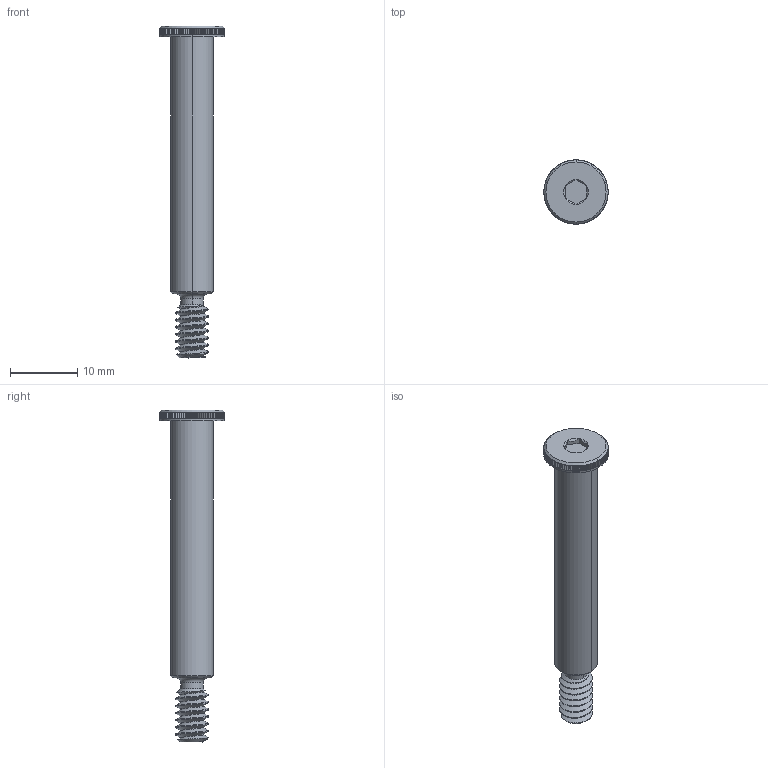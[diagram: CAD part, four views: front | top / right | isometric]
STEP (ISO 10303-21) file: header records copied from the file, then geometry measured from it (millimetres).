
FILE_DESCRIPTION (( 'STEP AP203' ), '1' );
FILE_NAME ('90969A180_Ultra-Low-Profile Shoulder Screw.STEP', '2021-09-07T22:55:46', ( 'Administrator' ), ( 'Managed by Terraform' ), 'SwSTEP 2.0', 'SolidWorks 2017', '' );
FILE_SCHEMA (( 'CONFIG_CONTROL_DESIGN' ));
Length unit declared in the file: inch
Products named in the file (1): 90969A180_Ultra-Low-Profile Shoulder Screw
Bounding box: 9.53 x 9.53 x 49.21 mm (x, y, z)
Volume: 1429.4 mm3; surface area: 1172.7 mm2
Topology: 1 solids, 1 shells, 448 faces, 1014 edges, 669 vertices
Faces by surface type: plane 407, cylinder 20, cone 16, bspline 3, torus 2
Entity records: 14012 total; most frequent: CARTESIAN_POINT 3740, DIRECTION 2090, ORIENTED_EDGE 2028, EDGE_CURVE 1014, LINE 734, VECTOR 734, AXIS2_PLACEMENT_3D 678, VERTEX_POINT 669
